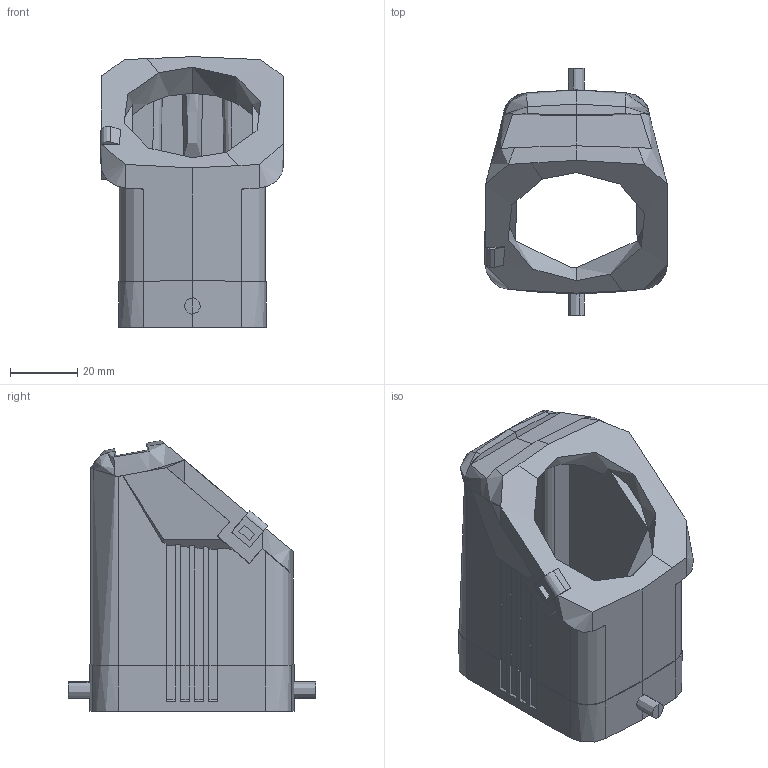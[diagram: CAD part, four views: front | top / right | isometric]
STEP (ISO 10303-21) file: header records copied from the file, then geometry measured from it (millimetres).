
FILE_DESCRIPTION(('Creo Elements/Direct Modeling STEP Export'),'2;1');
FILE_NAME('model.stp','2019-06-19T 6:34:54',(''),(''),'Creo Elements/Direct Modeling STEP processor for AP214 (Solid Model)','Creo Elements/Direct Modeling 20.1A 29-Sep-2018 (C) Parametric Technology GmbH','');
FILE_SCHEMA(('AUTOMOTIVE_DESIGN { 1 0 10303 214 1 1 1 1 }'));
Length unit declared in the file: millimetre
Products named in the file (2): HC_EVO_B06_HHFS_EL_AL-select
Assembly tree (1 placements, depth 2):
  HC_EVO_B06_HHFS_EL_AL-select
    HC_EVO_B06_HHFS_EL_AL-select
Bounding box: 54.24 x 73.5 x 80.25 mm (x, y, z)
Volume: 61666.3 mm3; surface area: 29729.2 mm2
Topology: 1 solids, 1 shells, 245 faces, 709 edges, 464 vertices
Faces by surface type: plane 171, cylinder 45, bspline 17, cone 12
Entity records: 15786 total; most frequent: CARTESIAN_POINT 7752, ORIENTED_EDGE 1398, DIRECTION 1057, EDGE_CURVE 699, VECTOR 467, LINE 467, VERTEX_POINT 464, AXIS2_PLACEMENT_3D 295
